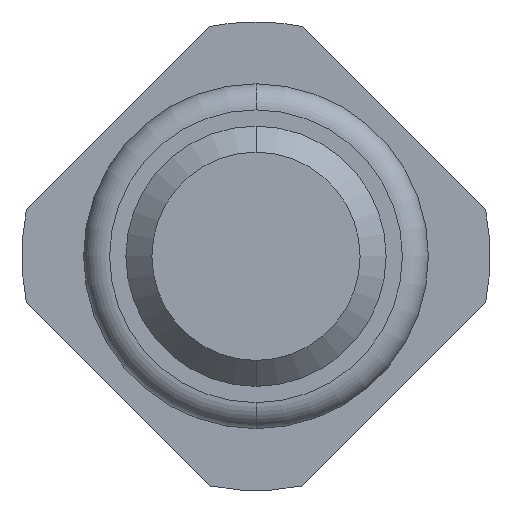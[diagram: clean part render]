
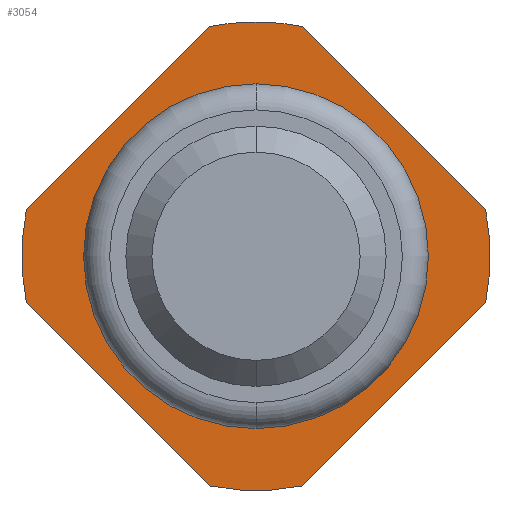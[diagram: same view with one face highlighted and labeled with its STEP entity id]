
A CAD part, front view. The second image highlights one B-rep face of the part: STEP entity #3054.
In plain terms, the highlighted planar face has unit normal (0, -1, 0).
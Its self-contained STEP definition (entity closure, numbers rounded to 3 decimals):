
#101 = ORIENTED_EDGE ( 'NONE', *, *, #198, .T. ) ;
#171 = CARTESIAN_POINT ( 'NONE',  ( 1.764, -2., -0.357 ) ) ;
#198 = EDGE_CURVE ( 'Defeature ausgef�hrt3_0+Defeature ausgef�hrt3_12+Defeature ausgef�hrt3_12+Defeature ausgef�hrt3_12', #1831, #2281, #3685, .T. ) ;
#252 = CARTESIAN_POINT ( 'NONE',  ( -0.357, -2., 1.764 ) ) ;
#348 = VECTOR ( 'NONE', #2724, 1000. ) ;
#394 = CARTESIAN_POINT ( 'NONE',  ( 0., -2., 1.8 ) ) ;
#518 = ORIENTED_EDGE ( 'NONE', *, *, #3310, .F. ) ;
#558 = CIRCLE ( 'NONE', #1972, 1.8 ) ;
#631 = CIRCLE ( 'NONE', #1006, 1.8 ) ;
#649 = ORIENTED_EDGE ( 'NONE', *, *, #3758, .F. ) ;
#661 = EDGE_CURVE ( 'Defeature ausgef�hrt3_17+Defeature ausgef�hrt3_0+Defeature ausgef�hrt3_3+Defeature ausgef�hrt3_2', #3823, #694, #3575, .T. ) ;
#694 = VERTEX_POINT ( 'NONE', #252 ) ;
#771 = DIRECTION ( 'NONE',  ( -0.707, 0., -0.707 ) ) ;
#788 = EDGE_CURVE ( 'Defeature ausgef�hrt3_18+Defeature ausgef�hrt3_0+Defeature ausgef�hrt3_2+Defeature ausgef�hrt3_1', #2970, #1791, #2665, .T. ) ;
#843 = CARTESIAN_POINT ( 'NONE',  ( 0., -2., 0. ) ) ;
#868 = CARTESIAN_POINT ( 'NONE',  ( -1.764, -2., 0.357 ) ) ;
#930 = CARTESIAN_POINT ( 'NONE',  ( 0.357, -2., -1.764 ) ) ;
#960 = DIRECTION ( 'NONE',  ( 0., 1., 0. ) ) ;
#997 = AXIS2_PLACEMENT_3D ( 'NONE', #3326, #2902, #1515 ) ;
#1006 = AXIS2_PLACEMENT_3D ( 'NONE', #3395, #3352, #1980 ) ;
#1048 = VERTEX_POINT ( 'NONE', #1227 ) ;
#1053 = EDGE_CURVE ( 'Defeature ausgef�hrt3_3+Defeature ausgef�hrt3_0+Defeature ausgef�hrt3_16+Defeature ausgef�hrt3_17', #1108, #3823, #631, .T. ) ;
#1091 = ORIENTED_EDGE ( 'NONE', *, *, #2523, .F. ) ;
#1108 = VERTEX_POINT ( 'NONE', #4434 ) ;
#1112 = CARTESIAN_POINT ( 'NONE',  ( 0., -2., 1.325 ) ) ;
#1219 = DIRECTION ( 'NONE',  ( 0., 0., 1. ) ) ;
#1227 = CARTESIAN_POINT ( 'NONE',  ( -0.357, -2., -1.764 ) ) ;
#1315 = DIRECTION ( 'NONE',  ( 0., 1., 0. ) ) ;
#1366 = ORIENTED_EDGE ( 'NONE', *, *, #1378, .F. ) ;
#1378 = EDGE_CURVE ( 'Defeature ausgef�hrt3_1+Defeature ausgef�hrt3_0+Defeature ausgef�hrt3_18+Defeature ausgef�hrt3_15', #1791, #4595, #2720, .T. ) ;
#1407 = LINE ( 'NONE', #4109, #348 ) ;
#1515 = DIRECTION ( 'NONE',  ( 0., 0., 1. ) ) ;
#1554 = VERTEX_POINT ( 'NONE', #394 ) ;
#1585 = EDGE_CURVE ( 'Defeature ausgef�hrt3_15+Defeature ausgef�hrt3_0+Defeature ausgef�hrt3_1+Defeature ausgef�hrt3_4', #4595, #3586, #2402, .T. ) ;
#1633 = ORIENTED_EDGE ( 'NONE', *, *, #1585, .F. ) ;
#1693 = ORIENTED_EDGE ( 'NONE', *, *, #788, .F. ) ;
#1694 = CARTESIAN_POINT ( 'NONE',  ( 1.961, -2., 0.161 ) ) ;
#1732 = EDGE_LOOP ( 'NONE', ( #3206, #101 ) ) ;
#1791 = VERTEX_POINT ( 'NONE', #3755 ) ;
#1809 = CARTESIAN_POINT ( 'NONE',  ( 1.961, -2., -0.161 ) ) ;
#1831 = VERTEX_POINT ( 'NONE', #1923 ) ;
#1923 = CARTESIAN_POINT ( 'NONE',  ( 0., -2., -1.325 ) ) ;
#1928 = DIRECTION ( 'NONE',  ( 0., 0., 1. ) ) ;
#1945 = DIRECTION ( 'NONE',  ( 0., 1., 0. ) ) ;
#1972 = AXIS2_PLACEMENT_3D ( 'NONE', #2965, #1945, #1928 ) ;
#1980 = DIRECTION ( 'NONE',  ( 0., 0., 1. ) ) ;
#2007 = AXIS2_PLACEMENT_3D ( 'NONE', #843, #960, #1219 ) ;
#2043 = CARTESIAN_POINT ( 'NONE',  ( 0., -2., 0. ) ) ;
#2072 = ORIENTED_EDGE ( 'NONE', *, *, #1053, .F. ) ;
#2121 = AXIS2_PLACEMENT_3D ( 'NONE', #3279, #2223, #4003 ) ;
#2175 = PLANE ( 'NONE',  #2121 ) ;
#2186 = ORIENTED_EDGE ( 'NONE', *, *, #4224, .F. ) ;
#2223 = DIRECTION ( 'NONE',  ( 0., 1., 0. ) ) ;
#2281 = VERTEX_POINT ( 'NONE', #1112 ) ;
#2289 = VECTOR ( 'NONE', #771, 1000. ) ;
#2367 = DIRECTION ( 'NONE',  ( 0., 1., 0. ) ) ;
#2390 = DIRECTION ( 'NONE',  ( 0., 0., 1. ) ) ;
#2402 = LINE ( 'NONE', #1809, #2289 ) ;
#2448 = AXIS2_PLACEMENT_3D ( 'NONE', #2873, #3913, #3242 ) ;
#2523 = EDGE_CURVE ( 'Defeature ausgef�hrt3_2+Defeature ausgef�hrt3_0+Defeature ausgef�hrt3_17+Defeature ausgef�hrt3_18', #694, #1554, #2883, .T. ) ;
#2643 = AXIS2_PLACEMENT_3D ( 'NONE', #2043, #1315, #2390 ) ;
#2665 = LINE ( 'NONE', #1694, #4240 ) ;
#2720 = CIRCLE ( 'NONE', #4097, 1.8 ) ;
#2724 = DIRECTION ( 'NONE',  ( -0.707, 0., 0.707 ) ) ;
#2873 = CARTESIAN_POINT ( 'NONE',  ( 0., -2., 0. ) ) ;
#2883 = CIRCLE ( 'NONE', #2448, 1.8 ) ;
#2892 = VECTOR ( 'NONE', #4114, 1000. ) ;
#2902 = DIRECTION ( 'NONE',  ( 0., 1., 0. ) ) ;
#2965 = CARTESIAN_POINT ( 'NONE',  ( 0., -2., 0. ) ) ;
#2970 = VERTEX_POINT ( 'NONE', #3920 ) ;
#3054 = ADVANCED_FACE ( 'Defeature ausgef�hrt3_0', ( #3445, #3669 ), #2175, .F. ) ;
#3065 = CIRCLE ( 'NONE', #2643, 1.8 ) ;
#3095 = DIRECTION ( 'NONE',  ( 0., 0., 1. ) ) ;
#3206 = ORIENTED_EDGE ( 'NONE', *, *, #4056, .T. ) ;
#3242 = DIRECTION ( 'NONE',  ( 0., 0., 1. ) ) ;
#3279 = CARTESIAN_POINT ( 'NONE',  ( 1.8, -2., 0. ) ) ;
#3310 = EDGE_CURVE ( 'Defeature ausgef�hrt3_16+Defeature ausgef�hrt3_0+Defeature ausgef�hrt3_4+Defeature ausgef�hrt3_3', #1048, #1108, #1407, .T. ) ;
#3326 = CARTESIAN_POINT ( 'NONE',  ( 0., -2., 0. ) ) ;
#3352 = DIRECTION ( 'NONE',  ( 0., 1., 0. ) ) ;
#3394 = CARTESIAN_POINT ( 'NONE',  ( -0.161, -2., 1.961 ) ) ;
#3395 = CARTESIAN_POINT ( 'NONE',  ( 0., -2., 0. ) ) ;
#3411 = CARTESIAN_POINT ( 'NONE',  ( 0., -2., 0. ) ) ;
#3445 = FACE_BOUND ( 'NONE', #1732, .T. ) ;
#3499 = ORIENTED_EDGE ( 'NONE', *, *, #661, .F. ) ;
#3575 = LINE ( 'NONE', #3394, #2892 ) ;
#3586 = VERTEX_POINT ( 'NONE', #930 ) ;
#3669 = FACE_OUTER_BOUND ( 'NONE', #3820, .T. ) ;
#3685 = CIRCLE ( 'NONE', #2007, 1.325 ) ;
#3755 = CARTESIAN_POINT ( 'NONE',  ( 1.764, -2., 0.357 ) ) ;
#3758 = EDGE_CURVE ( 'Defeature ausgef�hrt3_4+Defeature ausgef�hrt3_0+Defeature ausgef�hrt3_15+Defeature ausgef�hrt3_16', #3586, #1048, #558, .T. ) ;
#3820 = EDGE_LOOP ( 'NONE', ( #1693, #2186, #1091, #3499, #2072, #518, #649, #1633, #1366 ) ) ;
#3823 = VERTEX_POINT ( 'NONE', #868 ) ;
#3913 = DIRECTION ( 'NONE',  ( 0., 1., 0. ) ) ;
#3920 = CARTESIAN_POINT ( 'NONE',  ( 0.357, -2., 1.764 ) ) ;
#4003 = DIRECTION ( 'NONE',  ( 0., 0., 1. ) ) ;
#4021 = CIRCLE ( 'NONE', #997, 1.325 ) ;
#4056 = EDGE_CURVE ( 'Defeature ausgef�hrt3_0+Defeature ausgef�hrt3_12+Defeature ausgef�hrt3_12+Defeature ausgef�hrt3_12', #2281, #1831, #4021, .T. ) ;
#4097 = AXIS2_PLACEMENT_3D ( 'NONE', #3411, #2367, #3095 ) ;
#4109 = CARTESIAN_POINT ( 'NONE',  ( -0.161, -2., -1.961 ) ) ;
#4114 = DIRECTION ( 'NONE',  ( 0.707, 0., 0.707 ) ) ;
#4178 = DIRECTION ( 'NONE',  ( 0.707, 0., -0.707 ) ) ;
#4224 = EDGE_CURVE ( 'Defeature ausgef�hrt3_2+Defeature ausgef�hrt3_0+Defeature ausgef�hrt3_17+Defeature ausgef�hrt3_18', #1554, #2970, #3065, .T. ) ;
#4240 = VECTOR ( 'NONE', #4178, 1000. ) ;
#4434 = CARTESIAN_POINT ( 'NONE',  ( -1.764, -2., -0.357 ) ) ;
#4595 = VERTEX_POINT ( 'NONE', #171 ) ;
